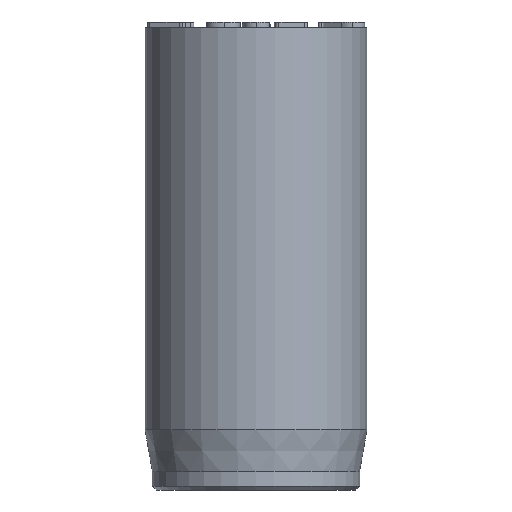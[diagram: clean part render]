
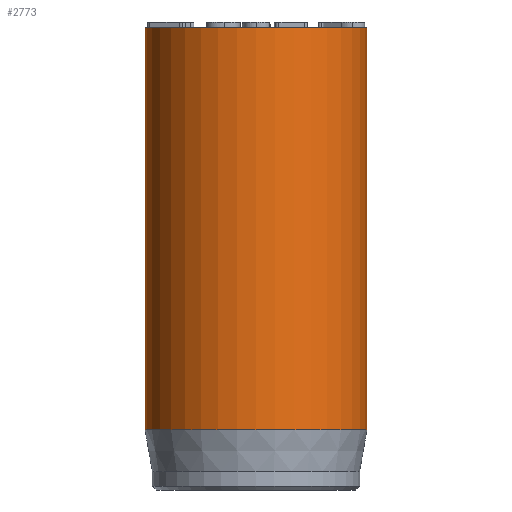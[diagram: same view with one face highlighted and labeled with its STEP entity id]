
A CAD part, front view. The second image highlights one B-rep face of the part: STEP entity #2773.
In plain terms, the highlighted cylindrical face has radius 6 mm (diameter 12 mm), a full revolution.
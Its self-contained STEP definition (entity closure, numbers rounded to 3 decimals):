
#45=CYLINDRICAL_SURFACE('',#2947,6.);
#63=CIRCLE('',#2945,6.);
#64=CIRCLE('',#2946,6.);
#65=CIRCLE('',#2948,6.);
#244=FACE_OUTER_BOUND('',#401,.T.);
#401=EDGE_LOOP('',(#2211,#2212,#2213,#2214,#2215));
#609=LINE('',#4699,#830);
#830=VECTOR('',#3260,6.);
#1248=VERTEX_POINT('',#4691);
#1249=VERTEX_POINT('',#4692);
#1250=VERTEX_POINT('',#4697);
#1611=EDGE_CURVE('',#1248,#1249,#63,.T.);
#1612=EDGE_CURVE('',#1249,#1248,#64,.T.);
#1614=EDGE_CURVE('',#1250,#1250,#65,.T.);
#1615=EDGE_CURVE('',#1250,#1248,#609,.T.);
#2211=ORIENTED_EDGE('',*,*,#1614,.T.);
#2212=ORIENTED_EDGE('',*,*,#1615,.T.);
#2213=ORIENTED_EDGE('',*,*,#1611,.T.);
#2214=ORIENTED_EDGE('',*,*,#1612,.T.);
#2215=ORIENTED_EDGE('',*,*,#1615,.F.);
#2773=ADVANCED_FACE('',(#244),#45,.T.);
#2945=AXIS2_PLACEMENT_3D('',#4693,#3251,#3252);
#2946=AXIS2_PLACEMENT_3D('',#4694,#3253,#3254);
#2947=AXIS2_PLACEMENT_3D('',#4696,#3256,#3257);
#2948=AXIS2_PLACEMENT_3D('',#4698,#3258,#3259);
#3251=DIRECTION('center_axis',(0.,0.,1.));
#3252=DIRECTION('ref_axis',(-1.,0.,0.));
#3253=DIRECTION('center_axis',(0.,0.,1.));
#3254=DIRECTION('ref_axis',(-1.,0.,0.));
#3256=DIRECTION('center_axis',(0.,0.,1.));
#3257=DIRECTION('ref_axis',(-1.,0.,0.));
#3258=DIRECTION('center_axis',(0.,0.,-1.));
#3259=DIRECTION('ref_axis',(-1.,0.,0.));
#3260=DIRECTION('',(0.,0.,-1.));
#4691=CARTESIAN_POINT('',(6.,0.,3.269));
#4692=CARTESIAN_POINT('',(-6.,0.,3.269));
#4693=CARTESIAN_POINT('Origin',(0.,0.,3.269));
#4694=CARTESIAN_POINT('Origin',(0.,0.,3.269));
#4696=CARTESIAN_POINT('Origin',(0.,0.,0.));
#4697=CARTESIAN_POINT('',(6.,0.,25.));
#4698=CARTESIAN_POINT('Origin',(0.,0.,25.));
#4699=CARTESIAN_POINT('',(6.,0.,0.));
